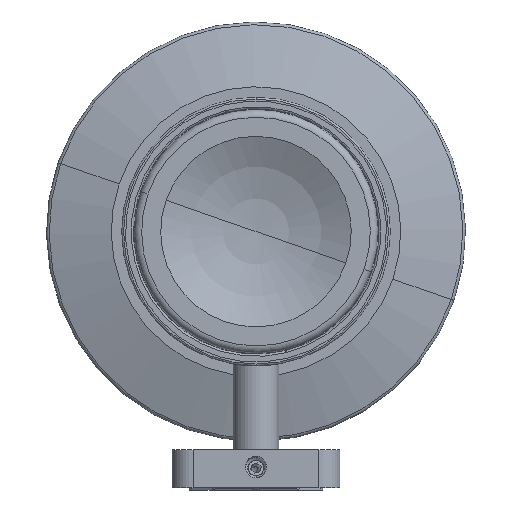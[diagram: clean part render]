
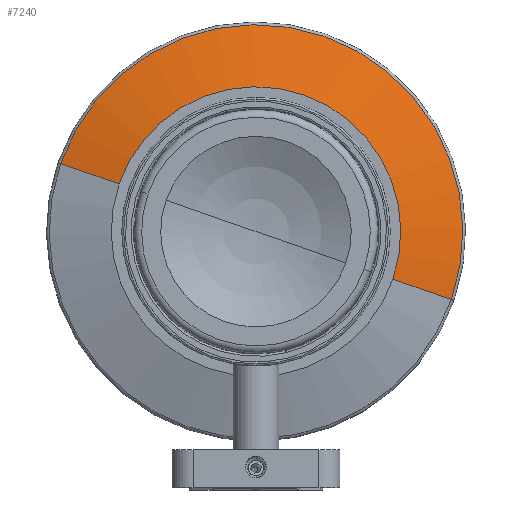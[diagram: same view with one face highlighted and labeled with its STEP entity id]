
A CAD part, front view. The second image highlights one B-rep face of the part: STEP entity #7240.
In plain terms, the highlighted conical face has half-angle 73.61 degrees and reference radius 55 mm.
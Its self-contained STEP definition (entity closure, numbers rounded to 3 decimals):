
#32 = EDGE_CURVE ( 'NONE', #3961, #9755, #317, .T. ) ;
#51 = EDGE_CURVE ( 'NONE', #5502, #1834, #10993, .T. ) ;
#317 = CIRCLE ( 'NONE', #10156, 38. ) ;
#427 = CARTESIAN_POINT ( 'NONE',  ( 0., 8., 67.25 ) ) ;
#777 = FACE_OUTER_BOUND ( 'NONE', #8907, .T. ) ;
#1478 = DIRECTION ( 'NONE',  ( -0.944, 0., 0.329 ) ) ;
#1834 = VERTEX_POINT ( 'NONE', #7058 ) ;
#2962 = EDGE_CURVE ( 'NONE', #9755, #5502, #6237, .T. ) ;
#3305 = CARTESIAN_POINT ( 'NONE',  ( 0., 12.789, 67.25 ) ) ;
#3328 = VECTOR ( 'NONE', #7872, 1000. ) ;
#3961 = VERTEX_POINT ( 'NONE', #8941 ) ;
#4070 = DIRECTION ( 'NONE',  ( 0., 1., 0. ) ) ;
#4130 = EDGE_CURVE ( 'NONE', #3961, #1834, #8034, .T. ) ;
#4252 = DIRECTION ( 'NONE',  ( 0., -1., 0. ) ) ;
#4684 = CARTESIAN_POINT ( 'NONE',  ( 51.266, 12.789, 49.409 ) ) ;
#4932 = CONICAL_SURFACE ( 'NONE', #10239, 55., 1.285 ) ;
#5406 = VECTOR ( 'NONE', #7338, 1000. ) ;
#5502 = VERTEX_POINT ( 'NONE', #4684 ) ;
#5664 = DIRECTION ( 'NONE',  ( 0.944, 0., -0.329 ) ) ;
#5702 = CARTESIAN_POINT ( 'NONE',  ( 0., 13., 67.25 ) ) ;
#6237 = LINE ( 'NONE', #7260, #5406 ) ;
#6443 = CARTESIAN_POINT ( 'NONE',  ( 35.889, 8., 54.76 ) ) ;
#6538 = ORIENTED_EDGE ( 'NONE', *, *, #2962, .T. ) ;
#7058 = CARTESIAN_POINT ( 'NONE',  ( -51.266, 12.789, 85.091 ) ) ;
#7240 = ADVANCED_FACE ( 'NONE', ( #777 ), #4932, .T. ) ;
#7260 = CARTESIAN_POINT ( 'NONE',  ( 51.944, 13., 49.173 ) ) ;
#7338 = DIRECTION ( 'NONE',  ( 0.906, 0.282, -0.315 ) ) ;
#7629 = DIRECTION ( 'NONE',  ( 0.944, 0., -0.329 ) ) ;
#7872 = DIRECTION ( 'NONE',  ( -0.906, 0.282, 0.315 ) ) ;
#7959 = ORIENTED_EDGE ( 'NONE', *, *, #32, .T. ) ;
#8034 = LINE ( 'NONE', #9527, #3328 ) ;
#8222 = DIRECTION ( 'NONE',  ( 0., 1., 0. ) ) ;
#8477 = ORIENTED_EDGE ( 'NONE', *, *, #4130, .F. ) ;
#8608 = AXIS2_PLACEMENT_3D ( 'NONE', #3305, #4252, #1478 ) ;
#8907 = EDGE_LOOP ( 'NONE', ( #8477, #7959, #6538, #10926 ) ) ;
#8941 = CARTESIAN_POINT ( 'NONE',  ( -35.889, 8., 79.74 ) ) ;
#9527 = CARTESIAN_POINT ( 'NONE',  ( -51.944, 13., 85.327 ) ) ;
#9755 = VERTEX_POINT ( 'NONE', #6443 ) ;
#10156 = AXIS2_PLACEMENT_3D ( 'NONE', #427, #4070, #7629 ) ;
#10239 = AXIS2_PLACEMENT_3D ( 'NONE', #5702, #8222, #5664 ) ;
#10926 = ORIENTED_EDGE ( 'NONE', *, *, #51, .T. ) ;
#10993 = CIRCLE ( 'NONE', #8608, 54.282 ) ;
